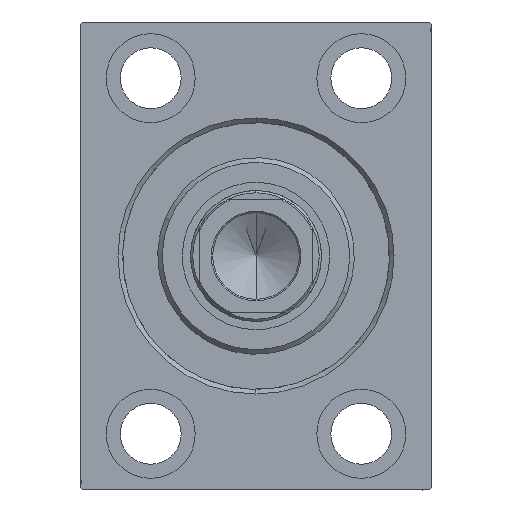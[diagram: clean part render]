
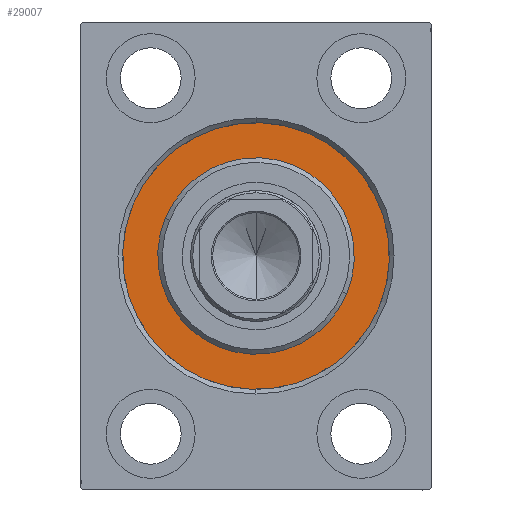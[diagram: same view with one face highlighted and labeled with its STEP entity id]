
A CAD part, left-side view. The second image highlights one B-rep face of the part: STEP entity #29007.
In plain terms, the highlighted face is planar.
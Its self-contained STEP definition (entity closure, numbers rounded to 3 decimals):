
#769 = DIRECTION ( 'NONE',  ( 0., 0., 1. ) ) ;
#1591 = VERTEX_POINT ( 'NONE', #38896 ) ;
#1826 = EDGE_CURVE ( 'NONE', #16547, #1591, #6852, .T. ) ;
#3398 = DIRECTION ( 'NONE',  ( 0., 0., 1. ) ) ;
#3780 = EDGE_CURVE ( 'NONE', #1591, #16547, #6920, .T. ) ;
#5314 = CIRCLE ( 'NONE', #16606, 21. ) ;
#5687 = CARTESIAN_POINT ( 'NONE',  ( 0., 0., 0. ) ) ;
#6430 = CARTESIAN_POINT ( 'NONE',  ( 0., 0., -21. ) ) ;
#6852 = CIRCLE ( 'NONE', #35780, 28.5 ) ;
#6920 = CIRCLE ( 'NONE', #18913, 28.5 ) ;
#9997 = EDGE_CURVE ( 'NONE', #34133, #41632, #33751, .T. ) ;
#10458 = FACE_OUTER_BOUND ( 'NONE', #15887, .T. ) ;
#10675 = DIRECTION ( 'NONE',  ( -1., 0., 0. ) ) ;
#14335 = DIRECTION ( 'NONE',  ( 0., 0., -1. ) ) ;
#15887 = EDGE_LOOP ( 'NONE', ( #30342, #29956 ) ) ;
#16062 = DIRECTION ( 'NONE',  ( 0., 0., 1. ) ) ;
#16547 = VERTEX_POINT ( 'NONE', #20411 ) ;
#16606 = AXIS2_PLACEMENT_3D ( 'NONE', #31560, #41716, #14335 ) ;
#17502 = CARTESIAN_POINT ( 'NONE',  ( 0., 0., 0. ) ) ;
#18665 = AXIS2_PLACEMENT_3D ( 'NONE', #17502, #10675, #3398 ) ;
#18913 = AXIS2_PLACEMENT_3D ( 'NONE', #28354, #41819, #769 ) ;
#20411 = CARTESIAN_POINT ( 'NONE',  ( 0., 0., -28.5 ) ) ;
#23137 = AXIS2_PLACEMENT_3D ( 'NONE', #24261, #37972, #30907 ) ;
#23703 = FACE_BOUND ( 'NONE', #33775, .T. ) ;
#24261 = CARTESIAN_POINT ( 'NONE',  ( 0., 0., 0. ) ) ;
#28354 = CARTESIAN_POINT ( 'NONE',  ( 0., 0., 0. ) ) ;
#29007 = ADVANCED_FACE ( 'NONE', ( #23703, #10458 ), #36974, .F. ) ;
#29956 = ORIENTED_EDGE ( 'NONE', *, *, #3780, .F. ) ;
#30252 = EDGE_CURVE ( 'NONE', #41632, #34133, #5314, .T. ) ;
#30342 = ORIENTED_EDGE ( 'NONE', *, *, #1826, .F. ) ;
#30907 = DIRECTION ( 'NONE',  ( 0., 0., -1. ) ) ;
#31560 = CARTESIAN_POINT ( 'NONE',  ( 0., 0., 0. ) ) ;
#33751 = CIRCLE ( 'NONE', #23137, 21. ) ;
#33775 = EDGE_LOOP ( 'NONE', ( #43305, #35409 ) ) ;
#34133 = VERTEX_POINT ( 'NONE', #34549 ) ;
#34549 = CARTESIAN_POINT ( 'NONE',  ( 0., 0., 21. ) ) ;
#35409 = ORIENTED_EDGE ( 'NONE', *, *, #30252, .F. ) ;
#35780 = AXIS2_PLACEMENT_3D ( 'NONE', #5687, #39906, #16062 ) ;
#36974 = PLANE ( 'NONE',  #18665 ) ;
#37972 = DIRECTION ( 'NONE',  ( 1., 0., 0. ) ) ;
#38896 = CARTESIAN_POINT ( 'NONE',  ( 0., 0., 28.5 ) ) ;
#39906 = DIRECTION ( 'NONE',  ( -1., 0., 0. ) ) ;
#41632 = VERTEX_POINT ( 'NONE', #6430 ) ;
#41716 = DIRECTION ( 'NONE',  ( 1., 0., 0. ) ) ;
#41819 = DIRECTION ( 'NONE',  ( -1., 0., 0. ) ) ;
#43305 = ORIENTED_EDGE ( 'NONE', *, *, #9997, .F. ) ;
